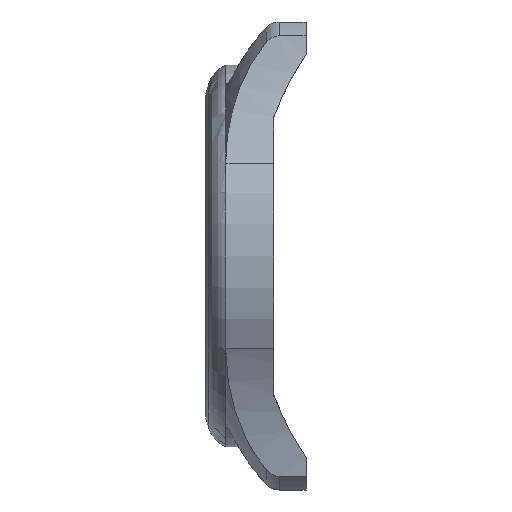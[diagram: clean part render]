
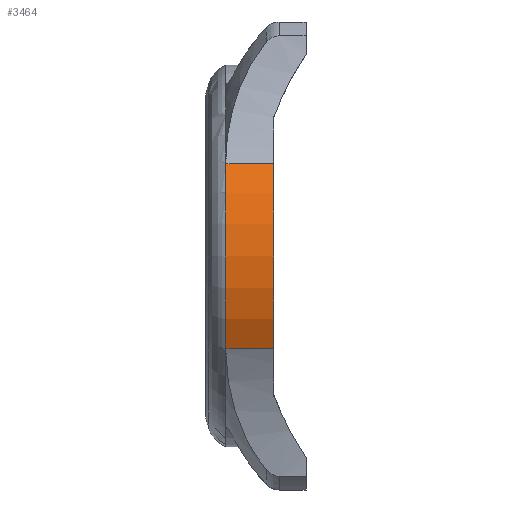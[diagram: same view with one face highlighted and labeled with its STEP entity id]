
A CAD part, left-side view. The second image highlights one B-rep face of the part: STEP entity #3464.
In plain terms, the highlighted cylindrical face has radius 20 mm (diameter 40 mm), a partial arc.
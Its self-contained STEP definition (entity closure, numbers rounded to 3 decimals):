
#43 = CARTESIAN_POINT ( 'NONE',  ( -17.5, -3.4, -9.682 ) ) ;
#75 = DIRECTION ( 'NONE',  ( 0., 1., 0. ) ) ;
#329 = AXIS2_PLACEMENT_3D ( 'NONE', #1280, #1281, #1272 ) ;
#604 = EDGE_CURVE ( 'NONE', #2009, #2036, #1658, .T. ) ;
#638 = EDGE_CURVE ( 'NONE', #2049, #2009, #1713, .T. ) ;
#650 = EDGE_CURVE ( 'NONE', #2018, #2049, #1670, .T. ) ;
#662 = EDGE_CURVE ( 'NONE', #2018, #2036, #1672, .T. ) ;
#767 = AXIS2_PLACEMENT_3D ( 'NONE', #946, #951, #957 ) ;
#806 = AXIS2_PLACEMENT_3D ( 'NONE', #2975, #3079, #3038 ) ;
#923 = DIRECTION ( 'NONE',  ( 0., 1., 0. ) ) ;
#925 = CARTESIAN_POINT ( 'NONE',  ( -17.5, -3.4, 9.682 ) ) ;
#946 = CARTESIAN_POINT ( 'NONE',  ( 0., 0., 0. ) ) ;
#951 = DIRECTION ( 'NONE',  ( 0., 1., 0. ) ) ;
#957 = DIRECTION ( 'NONE',  ( 0., 0., -1. ) ) ;
#959 = CARTESIAN_POINT ( 'NONE',  ( -17.5, 5., -9.682 ) ) ;
#973 = CARTESIAN_POINT ( 'NONE',  ( -17.5, 0., 9.682 ) ) ;
#987 = CARTESIAN_POINT ( 'NONE',  ( -17.5, 5., 9.682 ) ) ;
#989 = CARTESIAN_POINT ( 'NONE',  ( -17.5, 0., -9.682 ) ) ;
#1272 = DIRECTION ( 'NONE',  ( 0., 0., 1. ) ) ;
#1280 = CARTESIAN_POINT ( 'NONE',  ( 0., -3.4, 0. ) ) ;
#1281 = DIRECTION ( 'NONE',  ( 0., 1., 0. ) ) ;
#1658 = CIRCLE ( 'NONE', #806, 20. ) ;
#1670 = CIRCLE ( 'NONE', #767, 20. ) ;
#1672 = LINE ( 'NONE', #43, #1707 ) ;
#1693 = VECTOR ( 'NONE', #923, 1000. ) ;
#1707 = VECTOR ( 'NONE', #75, 1000. ) ;
#1713 = LINE ( 'NONE', #925, #1693 ) ;
#1802 = FACE_OUTER_BOUND ( 'NONE', #2709, .T. ) ;
#1827 = CYLINDRICAL_SURFACE ( 'NONE', #329, 20. ) ;
#2009 = VERTEX_POINT ( 'NONE', #987 ) ;
#2018 = VERTEX_POINT ( 'NONE', #989 ) ;
#2036 = VERTEX_POINT ( 'NONE', #959 ) ;
#2049 = VERTEX_POINT ( 'NONE', #973 ) ;
#2397 = ORIENTED_EDGE ( 'NONE', *, *, #662, .F. ) ;
#2405 = ORIENTED_EDGE ( 'NONE', *, *, #604, .T. ) ;
#2409 = ORIENTED_EDGE ( 'NONE', *, *, #650, .T. ) ;
#2434 = ORIENTED_EDGE ( 'NONE', *, *, #638, .T. ) ;
#2709 = EDGE_LOOP ( 'NONE', ( #2405, #2397, #2409, #2434 ) ) ;
#2975 = CARTESIAN_POINT ( 'NONE',  ( 0., 5., 0. ) ) ;
#3038 = DIRECTION ( 'NONE',  ( 0., 0., -1. ) ) ;
#3079 = DIRECTION ( 'NONE',  ( 0., -1., 0. ) ) ;
#3464 = ADVANCED_FACE ( 'NONE', ( #1802 ), #1827, .T. ) ;
